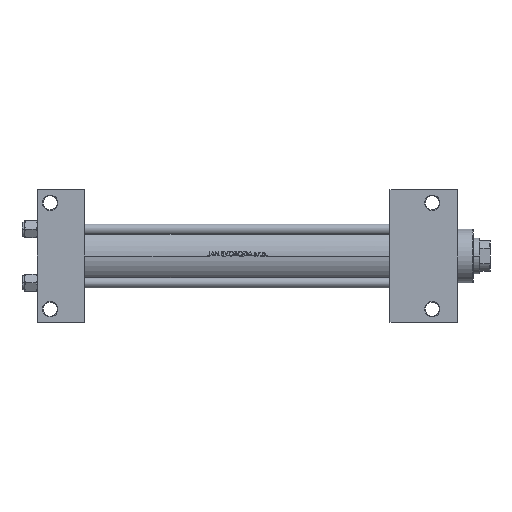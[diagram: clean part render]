
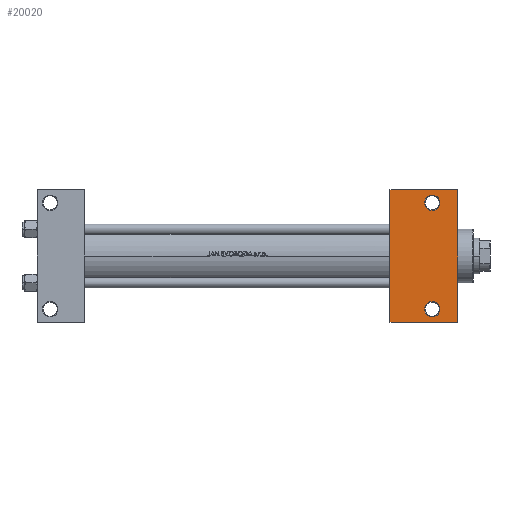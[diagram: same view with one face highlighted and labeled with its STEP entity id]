
A CAD part, front view. The second image highlights one B-rep face of the part: STEP entity #20020.
In plain terms, the highlighted face is planar.
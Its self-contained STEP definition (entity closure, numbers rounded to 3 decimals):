
#767 = DIRECTION ( 'NONE',  ( -1., 0., 0. ) ) ;
#778 = ORIENTED_EDGE ( 'NONE', *, *, #23022, .F. ) ;
#1628 = CARTESIAN_POINT ( 'NONE',  ( 308., -41.5, -30. ) ) ;
#1644 = EDGE_CURVE ( 'NONE', #40074, #21612, #8278, .T. ) ;
#1714 = EDGE_CURVE ( 'NONE', #30013, #28611, #48437, .T. ) ;
#2541 = LINE ( 'NONE', #21906, #39984 ) ;
#3043 = CARTESIAN_POINT ( 'NONE',  ( 328., 51.5, -30. ) ) ;
#3811 = DIRECTION ( 'NONE',  ( 0., -1., 0. ) ) ;
#4272 = VERTEX_POINT ( 'NONE', #35011 ) ;
#5219 = VECTOR ( 'NONE', #3811, 1000. ) ;
#6401 = EDGE_LOOP ( 'NONE', ( #23316, #46861 ) ) ;
#6702 = FACE_OUTER_BOUND ( 'NONE', #16256, .T. ) ;
#6910 = CARTESIAN_POINT ( 'NONE',  ( 308., 41.5, -30. ) ) ;
#7287 = CARTESIAN_POINT ( 'NONE',  ( 308., 41.5, -30. ) ) ;
#7473 = AXIS2_PLACEMENT_3D ( 'NONE', #6910, #15472, #49398 ) ;
#7720 = CIRCLE ( 'NONE', #10900, 6. ) ;
#8278 = CIRCLE ( 'NONE', #7473, 6. ) ;
#8927 = DIRECTION ( 'NONE',  ( 0., 1., 0. ) ) ;
#8930 = DIRECTION ( 'NONE',  ( 0., 0., 1. ) ) ;
#9180 = EDGE_CURVE ( 'NONE', #4272, #38811, #24156, .T. ) ;
#9607 = DIRECTION ( 'NONE',  ( 0., -1., 0. ) ) ;
#10236 = FACE_BOUND ( 'NONE', #13634, .T. ) ;
#10900 = AXIS2_PLACEMENT_3D ( 'NONE', #7287, #18608, #14346 ) ;
#11687 = ORIENTED_EDGE ( 'NONE', *, *, #1714, .T. ) ;
#11827 = EDGE_CURVE ( 'NONE', #21239, #19487, #47960, .T. ) ;
#11962 = CIRCLE ( 'NONE', #32792, 6. ) ;
#12202 = CARTESIAN_POINT ( 'NONE',  ( 308., -41.5, -30. ) ) ;
#13634 = EDGE_LOOP ( 'NONE', ( #11687, #49695 ) ) ;
#14257 = FACE_BOUND ( 'NONE', #6401, .T. ) ;
#14346 = DIRECTION ( 'NONE',  ( 0., 1., 0. ) ) ;
#15137 = EDGE_CURVE ( 'NONE', #19487, #4272, #30953, .T. ) ;
#15448 = CARTESIAN_POINT ( 'NONE',  ( 275., 51.5, -30. ) ) ;
#15472 = DIRECTION ( 'NONE',  ( 0., 0., 1. ) ) ;
#15767 = AXIS2_PLACEMENT_3D ( 'NONE', #34263, #25561, #40904 ) ;
#16256 = EDGE_LOOP ( 'NONE', ( #778, #23155, #29936, #44953 ) ) ;
#16332 = CARTESIAN_POINT ( 'NONE',  ( 302., 41.5, -30. ) ) ;
#18608 = DIRECTION ( 'NONE',  ( 0., 0., 1. ) ) ;
#18740 = EDGE_CURVE ( 'NONE', #21612, #40074, #7720, .T. ) ;
#19487 = VERTEX_POINT ( 'NONE', #3043 ) ;
#20020 = ADVANCED_FACE ( 'NONE', ( #14257, #10236, #6702 ), #29562, .T. ) ;
#20511 = DIRECTION ( 'NONE',  ( 0., 1., 0. ) ) ;
#20897 = CARTESIAN_POINT ( 'NONE',  ( 302., -41.5, -30. ) ) ;
#21239 = VERTEX_POINT ( 'NONE', #15448 ) ;
#21322 = CARTESIAN_POINT ( 'NONE',  ( 275., 51.5, -30. ) ) ;
#21612 = VERTEX_POINT ( 'NONE', #16332 ) ;
#21906 = CARTESIAN_POINT ( 'NONE',  ( 275., 30., -30. ) ) ;
#23022 = EDGE_CURVE ( 'NONE', #21239, #38811, #2541, .T. ) ;
#23155 = ORIENTED_EDGE ( 'NONE', *, *, #11827, .T. ) ;
#23316 = ORIENTED_EDGE ( 'NONE', *, *, #18740, .T. ) ;
#24156 = LINE ( 'NONE', #39237, #41309 ) ;
#24745 = EDGE_CURVE ( 'NONE', #28611, #30013, #11962, .T. ) ;
#24837 = DIRECTION ( 'NONE',  ( 1., 0., 0. ) ) ;
#25561 = DIRECTION ( 'NONE',  ( 0., 0., -1. ) ) ;
#27567 = CARTESIAN_POINT ( 'NONE',  ( 275., -51.5, -30. ) ) ;
#28611 = VERTEX_POINT ( 'NONE', #45086 ) ;
#29562 = PLANE ( 'NONE',  #15767 ) ;
#29936 = ORIENTED_EDGE ( 'NONE', *, *, #15137, .T. ) ;
#30013 = VERTEX_POINT ( 'NONE', #20897 ) ;
#30953 = LINE ( 'NONE', #38262, #5219 ) ;
#31469 = CARTESIAN_POINT ( 'NONE',  ( 314., 41.5, -30. ) ) ;
#32792 = AXIS2_PLACEMENT_3D ( 'NONE', #12202, #8930, #20511 ) ;
#34263 = CARTESIAN_POINT ( 'NONE',  ( 328., 30., -30. ) ) ;
#35011 = CARTESIAN_POINT ( 'NONE',  ( 328., -51.5, -30. ) ) ;
#37160 = AXIS2_PLACEMENT_3D ( 'NONE', #1628, #47135, #8927 ) ;
#38262 = CARTESIAN_POINT ( 'NONE',  ( 328., 30., -30. ) ) ;
#38811 = VERTEX_POINT ( 'NONE', #27567 ) ;
#38911 = VECTOR ( 'NONE', #24837, 1000. ) ;
#39237 = CARTESIAN_POINT ( 'NONE',  ( 275., -51.5, -30. ) ) ;
#39984 = VECTOR ( 'NONE', #9607, 1000. ) ;
#40074 = VERTEX_POINT ( 'NONE', #31469 ) ;
#40904 = DIRECTION ( 'NONE',  ( 0., 1., 0. ) ) ;
#41309 = VECTOR ( 'NONE', #767, 1000. ) ;
#44953 = ORIENTED_EDGE ( 'NONE', *, *, #9180, .T. ) ;
#45086 = CARTESIAN_POINT ( 'NONE',  ( 314., -41.5, -30. ) ) ;
#46861 = ORIENTED_EDGE ( 'NONE', *, *, #1644, .T. ) ;
#47135 = DIRECTION ( 'NONE',  ( 0., 0., 1. ) ) ;
#47960 = LINE ( 'NONE', #21322, #38911 ) ;
#48437 = CIRCLE ( 'NONE', #37160, 6. ) ;
#49398 = DIRECTION ( 'NONE',  ( 0., 1., 0. ) ) ;
#49695 = ORIENTED_EDGE ( 'NONE', *, *, #24745, .T. ) ;
